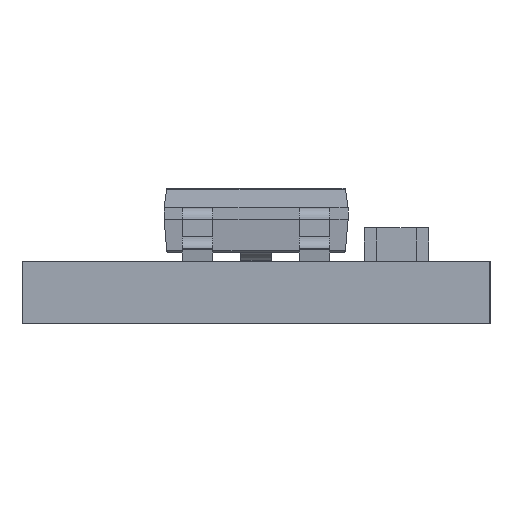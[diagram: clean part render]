
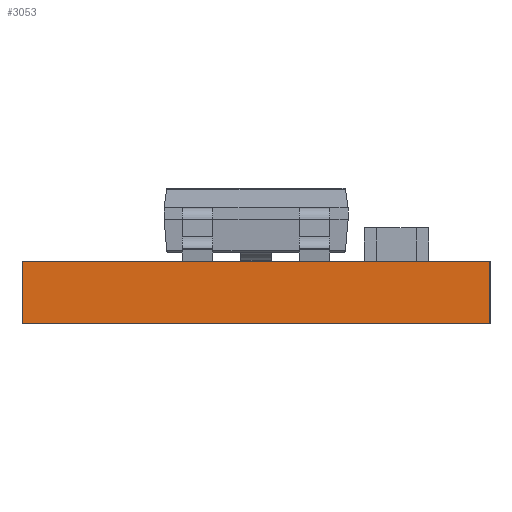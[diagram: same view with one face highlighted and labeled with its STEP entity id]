
A CAD part, left-side view. The second image highlights one B-rep face of the part: STEP entity #3053.
In plain terms, the highlighted planar face has unit normal (-1, 0, 0).
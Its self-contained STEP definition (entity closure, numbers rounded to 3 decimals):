
#184 = ORIENTED_EDGE ( 'NONE', *, *, #3223, .F. ) ;
#313 = VECTOR ( 'NONE', #2035, 1000. ) ;
#1658 = VERTEX_POINT ( 'NONE', #9457 ) ;
#2035 = DIRECTION ( 'NONE',  ( 0., -1., 0. ) ) ;
#2822 = LINE ( 'NONE', #28270, #10635 ) ;
#3053 = ADVANCED_FACE ( 'NONE', ( #13892 ), #19005, .F. ) ;
#3223 = EDGE_CURVE ( 'NONE', #9945, #1658, #2822, .T. ) ;
#4635 = DIRECTION ( 'NONE',  ( 0., 0., -1. ) ) ;
#4806 = LINE ( 'NONE', #23965, #13745 ) ;
#5244 = CARTESIAN_POINT ( 'NONE',  ( 0., 0., 1.016 ) ) ;
#9106 = LINE ( 'NONE', #23424, #313 ) ;
#9457 = CARTESIAN_POINT ( 'NONE',  ( 0., 0., 1.016 ) ) ;
#9818 = VECTOR ( 'NONE', #19302, 1000. ) ;
#9945 = VERTEX_POINT ( 'NONE', #22594 ) ;
#10130 = EDGE_CURVE ( 'NONE', #9945, #12831, #4806, .T. ) ;
#10635 = VECTOR ( 'NONE', #18931, 1000. ) ;
#11901 = ORIENTED_EDGE ( 'NONE', *, *, #15590, .T. ) ;
#12004 = DIRECTION ( 'NONE',  ( 0., 0., -1. ) ) ;
#12831 = VERTEX_POINT ( 'NONE', #21033 ) ;
#13745 = VECTOR ( 'NONE', #4635, 1000. ) ;
#13892 = FACE_OUTER_BOUND ( 'NONE', #30884, .T. ) ;
#15064 = LINE ( 'NONE', #5244, #9818 ) ;
#15590 = EDGE_CURVE ( 'NONE', #12831, #27285, #9106, .T. ) ;
#16666 = DIRECTION ( 'NONE',  ( 1., 0., 0. ) ) ;
#17334 = EDGE_CURVE ( 'NONE', #1658, #27285, #15064, .T. ) ;
#18931 = DIRECTION ( 'NONE',  ( 0., -1., 0. ) ) ;
#19005 = PLANE ( 'NONE',  #24523 ) ;
#19302 = DIRECTION ( 'NONE',  ( 0., 0., -1. ) ) ;
#21033 = CARTESIAN_POINT ( 'NONE',  ( 0., 7.62, 0. ) ) ;
#22013 = ORIENTED_EDGE ( 'NONE', *, *, #10130, .T. ) ;
#22594 = CARTESIAN_POINT ( 'NONE',  ( 0., 7.62, 1.016 ) ) ;
#22767 = ORIENTED_EDGE ( 'NONE', *, *, #17334, .F. ) ;
#22815 = CARTESIAN_POINT ( 'NONE',  ( 0., 0., 0. ) ) ;
#23424 = CARTESIAN_POINT ( 'NONE',  ( 0., 7.62, 0. ) ) ;
#23965 = CARTESIAN_POINT ( 'NONE',  ( 0., 7.62, 1.016 ) ) ;
#24523 = AXIS2_PLACEMENT_3D ( 'NONE', #28494, #16666, #12004 ) ;
#27285 = VERTEX_POINT ( 'NONE', #22815 ) ;
#28270 = CARTESIAN_POINT ( 'NONE',  ( 0., 7.62, 1.016 ) ) ;
#28494 = CARTESIAN_POINT ( 'NONE',  ( 0., 7.62, 1.016 ) ) ;
#30884 = EDGE_LOOP ( 'NONE', ( #11901, #22767, #184, #22013 ) ) ;
